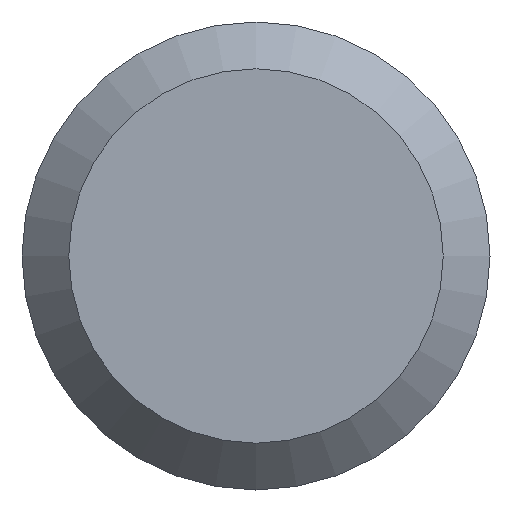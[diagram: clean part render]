
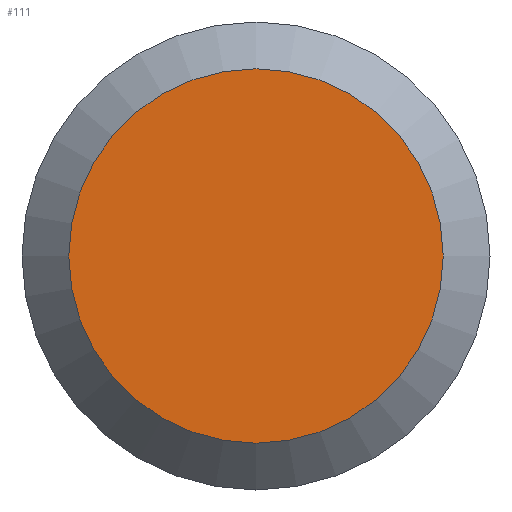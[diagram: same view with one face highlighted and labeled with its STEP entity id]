
A CAD part, left-side view. The second image highlights one B-rep face of the part: STEP entity #111.
In plain terms, the highlighted planar face has unit normal (-1, 0, 0).
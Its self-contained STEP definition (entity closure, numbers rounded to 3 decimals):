
#13 = AXIS2_PLACEMENT_3D ( 'NONE', #82, #113, #93 ) ;
#31 = AXIS2_PLACEMENT_3D ( 'NONE', #176, #198, #72 ) ;
#49 = EDGE_LOOP ( 'NONE', ( #105 ) ) ;
#72 = DIRECTION ( 'NONE',  ( 0., 0., -1. ) ) ;
#77 = VERTEX_POINT ( 'NONE', #135 ) ;
#80 = FACE_OUTER_BOUND ( 'NONE', #49, .T. ) ;
#82 = CARTESIAN_POINT ( 'NONE',  ( 0., 0., 0. ) ) ;
#89 = PLANE ( 'NONE',  #31 ) ;
#93 = DIRECTION ( 'NONE',  ( 0., 0., -1. ) ) ;
#95 = CIRCLE ( 'NONE', #13, 3.96 ) ;
#105 = ORIENTED_EDGE ( 'NONE', *, *, #174, .T. ) ;
#111 = ADVANCED_FACE ( 'NONE', ( #80 ), #89, .F. ) ;
#113 = DIRECTION ( 'NONE',  ( -1., 0., 0. ) ) ;
#135 = CARTESIAN_POINT ( 'NONE',  ( 0., 0., -3.96 ) ) ;
#174 = EDGE_CURVE ( 'NONE', #77, #77, #95, .T. ) ;
#176 = CARTESIAN_POINT ( 'NONE',  ( 0., 4.95, 0. ) ) ;
#198 = DIRECTION ( 'NONE',  ( 1., 0., 0. ) ) ;
